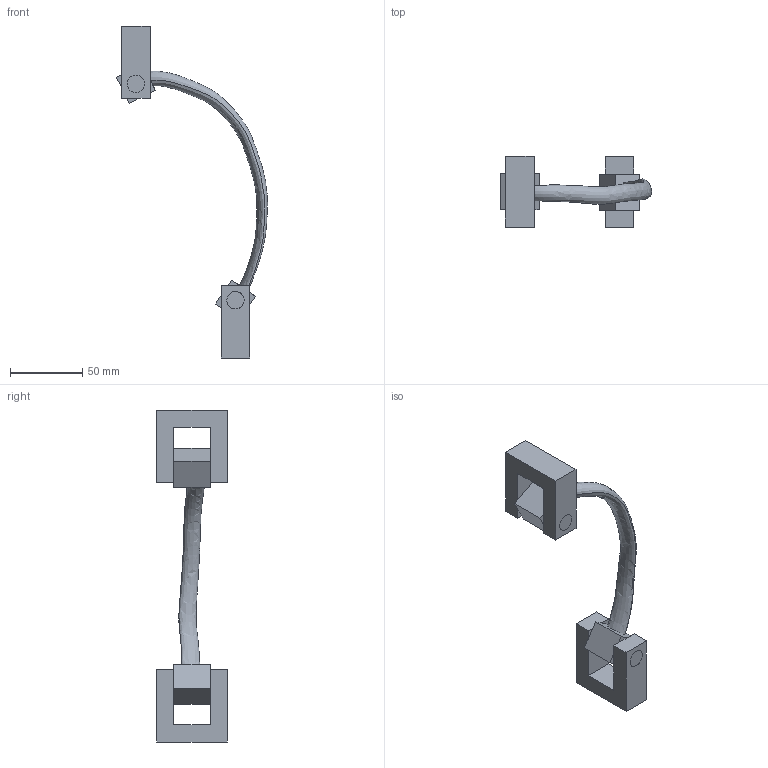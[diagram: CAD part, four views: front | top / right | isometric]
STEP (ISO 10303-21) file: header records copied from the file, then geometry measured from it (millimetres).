
FILE_DESCRIPTION((''),'2;1');
FILE_NAME('ANT_POST_RIB4_LOADING_ASM','2016-02-22T',('David'),(''),'PRO/ENGINEER BY PARAMETRIC TECHNOLOGY CORPORATION, 2014200','PRO/ENGINEER BY PARAMETRIC TECHNOLOGY CORPORATION, 2014200','');
FILE_SCHEMA(('CONFIG_CONTROL_DESIGN'));
Length unit declared in the file: millimetre
Products named in the file (5): RIB4; POTT_COMP_POST_RIB4; POTT_COMP_ANT_RIB4; LOAD_COMP_POST; ANT_POST_RIB4_LOADING_ASM
Assembly tree (5 placements, depth 2):
  ANT_POST_RIB4_LOADING_ASM
    RIB4
    POTT_COMP_POST_RIB4
    POTT_COMP_ANT_RIB4
    LOAD_COMP_POST  x2
Bounding box: 104.67 x 49 x 229.9 mm (x, y, z)
Volume: 84020.9 mm3; surface area: 53828.3 mm2
Topology: 5 solids, 7 shells, 72 faces, 251 edges, 256 vertices
Faces by surface type: plane 44, cylinder 16, bspline 12
Entity records: 17322 total; most frequent: CARTESIAN_POINT 15679, DIRECTION 277, ORIENTED_EDGE 240, EDGE_CURVE 120, B_SPLINE_CURVE_WITH_KNOTS 101, AXIS2_PLACEMENT_3D 94, VECTOR 89, LINE 89
